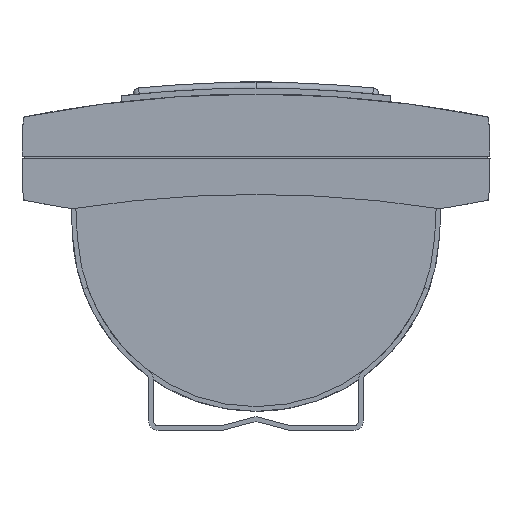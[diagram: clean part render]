
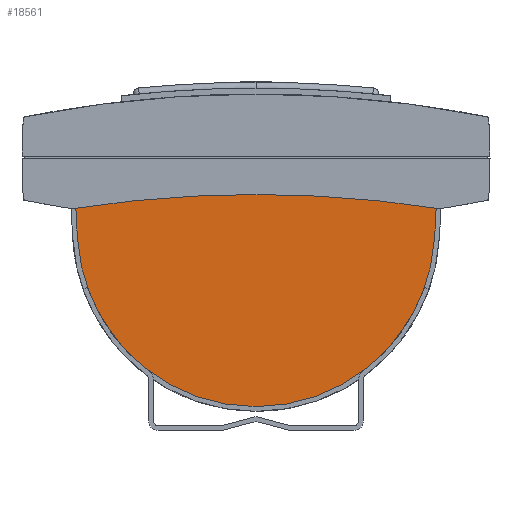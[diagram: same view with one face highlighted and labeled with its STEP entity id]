
A CAD part, front view. The second image highlights one B-rep face of the part: STEP entity #18561.
In plain terms, the highlighted planar face has unit normal (0, -1, 0).
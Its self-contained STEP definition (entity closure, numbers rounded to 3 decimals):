
#746 = ORIENTED_EDGE ( 'NONE', *, *, #20974, .F. ) ;
#751 = ORIENTED_EDGE ( 'NONE', *, *, #20970, .F. ) ;
#754 = ORIENTED_EDGE ( 'NONE', *, *, #20949, .F. ) ;
#755 = ORIENTED_EDGE ( 'NONE', *, *, #26491, .F. ) ;
#760 = ORIENTED_EDGE ( 'NONE', *, *, #26500, .F. ) ;
#781 = ORIENTED_EDGE ( 'NONE', *, *, #20955, .F. ) ;
#799 = ORIENTED_EDGE ( 'NONE', *, *, #20967, .F. ) ;
#833 = ORIENTED_EDGE ( 'NONE', *, *, #26499, .F. ) ;
#842 = ORIENTED_EDGE ( 'NONE', *, *, #20978, .F. ) ;
#945 = ORIENTED_EDGE ( 'NONE', *, *, #20973, .F. ) ;
#946 = ORIENTED_EDGE ( 'NONE', *, *, #20951, .F. ) ;
#1644 = CARTESIAN_POINT ( 'NONE',  ( -77.527, -200., -41.953 ) ) ;
#1665 = CARTESIAN_POINT ( 'NONE',  ( -97.499, -200., -38.402 ) ) ;
#2382 = VERTEX_POINT ( 'NONE', #24249 ) ;
#2478 = VERTEX_POINT ( 'NONE', #24579 ) ;
#2818 = VERTEX_POINT ( 'NONE', #24219 ) ;
#2829 = VERTEX_POINT ( 'NONE', #24462 ) ;
#2969 = VERTEX_POINT ( 'NONE', #25314 ) ;
#3071 = VERTEX_POINT ( 'NONE', #25088 ) ;
#3147 = VERTEX_POINT ( 'NONE', #25210 ) ;
#3230 = VERTEX_POINT ( 'NONE', #25406 ) ;
#3332 = VERTEX_POINT ( 'NONE', #25029 ) ;
#6805 = LINE ( 'NONE', #22178, #6809 ) ;
#6809 = VECTOR ( 'NONE', #22179, 1000. ) ;
#6819 = LINE ( 'NONE', #22355, #6821 ) ;
#6820 = CIRCLE ( 'NONE', #25728, 500. ) ;
#6821 = VECTOR ( 'NONE', #22356, 1000. ) ;
#11078 = CARTESIAN_POINT ( 'NONE',  ( 0., -200., -50. ) ) ;
#11079 = DIRECTION ( 'NONE',  ( 0., 1., 0. ) ) ;
#11080 = DIRECTION ( 'NONE',  ( 0., 0., -1. ) ) ;
#11083 = CARTESIAN_POINT ( 'NONE',  ( -98.105, -200., -21. ) ) ;
#11084 = DIRECTION ( 'NONE',  ( 1., 0., 0. ) ) ;
#11092 = CARTESIAN_POINT ( 'NONE',  ( 0., -200., -535.906 ) ) ;
#11093 = DIRECTION ( 'NONE',  ( 0., -1., 0. ) ) ;
#11094 = DIRECTION ( 'NONE',  ( 0., 0., 1. ) ) ;
#11124 = CARTESIAN_POINT ( 'NONE',  ( 0., -200., 452. ) ) ;
#11125 = DIRECTION ( 'NONE',  ( 0., 1., 0. ) ) ;
#11126 = DIRECTION ( 'NONE',  ( 0., 0., 1. ) ) ;
#11131 = CARTESIAN_POINT ( 'NONE',  ( 0., -200., 452. ) ) ;
#11132 = DIRECTION ( 'NONE',  ( 0., 1., 0. ) ) ;
#11133 = DIRECTION ( 'NONE',  ( 0., 0., 1. ) ) ;
#11140 = CARTESIAN_POINT ( 'NONE',  ( 151.895, -200., -21. ) ) ;
#11141 = DIRECTION ( 'NONE',  ( 0., 1., 0. ) ) ;
#11142 = DIRECTION ( 'NONE',  ( 0., 0., -1. ) ) ;
#11143 = CARTESIAN_POINT ( 'NONE',  ( 0., -200., -50. ) ) ;
#11144 = DIRECTION ( 'NONE',  ( 0., 1., 0. ) ) ;
#11145 = DIRECTION ( 'NONE',  ( 0., 0., -1. ) ) ;
#11153 = CARTESIAN_POINT ( 'NONE',  ( -151.895, -200., -21. ) ) ;
#11154 = DIRECTION ( 'NONE',  ( 0., 1., 0. ) ) ;
#11155 = DIRECTION ( 'NONE',  ( 0., 0., 1. ) ) ;
#13982 = EDGE_LOOP ( 'NONE', ( #751, #781, #755, #746, #754, #760, #833, #799, #842, #946, #945 ) ) ;
#16132 = AXIS2_PLACEMENT_3D ( 'NONE', #11078, #11079, #11080 ) ;
#16136 = AXIS2_PLACEMENT_3D ( 'NONE', #11092, #11093, #11094 ) ;
#16144 = AXIS2_PLACEMENT_3D ( 'NONE', #11124, #11125, #11126 ) ;
#16146 = AXIS2_PLACEMENT_3D ( 'NONE', #11131, #11132, #11133 ) ;
#16148 = AXIS2_PLACEMENT_3D ( 'NONE', #11140, #11141, #11142 ) ;
#16150 = AXIS2_PLACEMENT_3D ( 'NONE', #11143, #11144, #11145 ) ;
#16154 = AXIS2_PLACEMENT_3D ( 'NONE', #11153, #11154, #11155 ) ;
#16483 = AXIS2_PLACEMENT_3D ( 'NONE', #18154, #17975, #18155 ) ;
#17975 = DIRECTION ( 'NONE',  ( 0., 1., 0. ) ) ;
#17988 = PLANE ( 'NONE',  #16483 ) ;
#18154 = CARTESIAN_POINT ( 'NONE',  ( -151.895, -200., -21. ) ) ;
#18155 = DIRECTION ( 'NONE',  ( 0., 0., 1. ) ) ;
#18561 = ADVANCED_FACE ( 'NONE', ( #25596 ), #17988, .F. ) ;
#20949 = EDGE_CURVE ( 'NONE', #2382, #3332, #23553, .T. ) ;
#20951 = EDGE_CURVE ( 'NONE', #2818, #3230, #23555, .T. ) ;
#20955 = EDGE_CURVE ( 'NONE', #2478, #24402, #23563, .T. ) ;
#20967 = EDGE_CURVE ( 'NONE', #2969, #3071, #23581, .T. ) ;
#20970 = EDGE_CURVE ( 'NONE', #24402, #24522, #23586, .T. ) ;
#20973 = EDGE_CURVE ( 'NONE', #24522, #2818, #23588, .T. ) ;
#20974 = EDGE_CURVE ( 'NONE', #3332, #2829, #23590, .T. ) ;
#20978 = EDGE_CURVE ( 'NONE', #3230, #2969, #23595, .T. ) ;
#22178 = CARTESIAN_POINT ( 'NONE',  ( -75.541, -200., -41.645 ) ) ;
#22179 = DIRECTION ( 'NONE',  ( -0.052, 0., 0.999 ) ) ;
#22348 = CARTESIAN_POINT ( 'NONE',  ( 0., -200., -535.906 ) ) ;
#22350 = DIRECTION ( 'NONE',  ( 0., -1., 0. ) ) ;
#22352 = DIRECTION ( 'NONE',  ( 0., 0., 1. ) ) ;
#22355 = CARTESIAN_POINT ( 'NONE',  ( 74.897, -200., -53.925 ) ) ;
#22356 = DIRECTION ( 'NONE',  ( -0.052, 0., -0.999 ) ) ;
#23553 = CIRCLE ( 'NONE', #16132, 75. ) ;
#23555 = LINE ( 'NONE', #11083, #23556 ) ;
#23556 = VECTOR ( 'NONE', #11084, 1000. ) ;
#23563 = CIRCLE ( 'NONE', #16136, 500. ) ;
#23581 = CIRCLE ( 'NONE', #16144, 500. ) ;
#23586 = CIRCLE ( 'NONE', #16146, 500. ) ;
#23588 = CIRCLE ( 'NONE', #16148, 250. ) ;
#23590 = CIRCLE ( 'NONE', #16150, 75. ) ;
#23595 = CIRCLE ( 'NONE', #16154, 250. ) ;
#24219 = CARTESIAN_POINT ( 'NONE',  ( -98.105, -200., -21. ) ) ;
#24249 = CARTESIAN_POINT ( 'NONE',  ( 74.897, -200., -53.925 ) ) ;
#24402 = VERTEX_POINT ( 'NONE', #1644 ) ;
#24462 = CARTESIAN_POINT ( 'NONE',  ( -74.897, -200., -53.925 ) ) ;
#24522 = VERTEX_POINT ( 'NONE', #1665 ) ;
#24579 = CARTESIAN_POINT ( 'NONE',  ( -75.541, -200., -41.645 ) ) ;
#25029 = CARTESIAN_POINT ( 'NONE',  ( 0., -200., -125. ) ) ;
#25088 = CARTESIAN_POINT ( 'NONE',  ( 77.527, -200., -41.953 ) ) ;
#25210 = CARTESIAN_POINT ( 'NONE',  ( 75.541, -200., -41.645 ) ) ;
#25314 = CARTESIAN_POINT ( 'NONE',  ( 97.499, -200., -38.402 ) ) ;
#25406 = CARTESIAN_POINT ( 'NONE',  ( 98.105, -200., -21. ) ) ;
#25596 = FACE_OUTER_BOUND ( 'NONE', #13982, .T. ) ;
#25728 = AXIS2_PLACEMENT_3D ( 'NONE', #22348, #22350, #22352 ) ;
#26491 = EDGE_CURVE ( 'NONE', #2829, #2478, #6805, .T. ) ;
#26499 = EDGE_CURVE ( 'NONE', #3071, #3147, #6820, .T. ) ;
#26500 = EDGE_CURVE ( 'NONE', #3147, #2382, #6819, .T. ) ;
